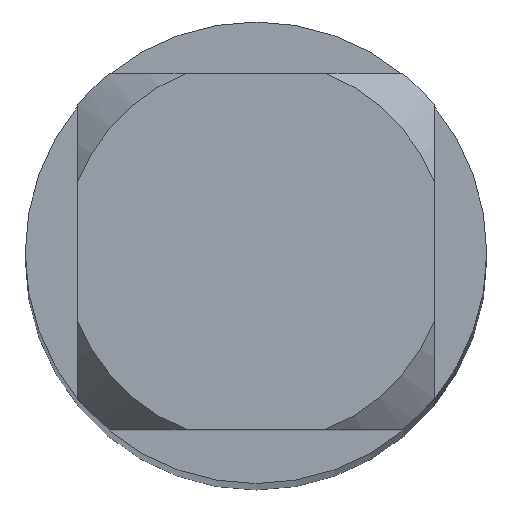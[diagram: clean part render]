
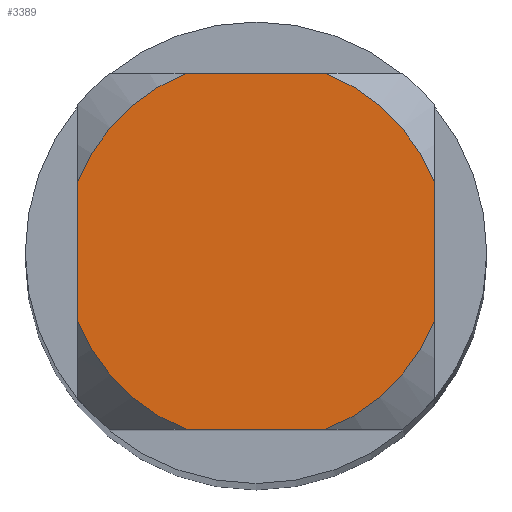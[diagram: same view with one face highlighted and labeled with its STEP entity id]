
A CAD part, top view. The second image highlights one B-rep face of the part: STEP entity #3389.
In plain terms, the highlighted planar face has unit normal (0, 0, 1).
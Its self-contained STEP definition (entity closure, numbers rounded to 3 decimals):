
#3165=EDGE_CURVE('',#3321,#7015,#8607,.T.);
#3321=VERTEX_POINT('',#8775);
#3389=ADVANCED_FACE('',(#8850),#8851,.T.);
#3539=VERTEX_POINT('',#9020);
#4077=EDGE_CURVE('',#5469,#6403,#9602,.T.);
#4639=VERTEX_POINT('',#10215);
#5143=EDGE_CURVE('',#6997,#4639,#10760,.T.);
#5339=VERTEX_POINT('',#10972);
#5459=EDGE_CURVE('',#5339,#4639,#11097,.T.);
#5469=VERTEX_POINT('',#11111);
#5797=EDGE_CURVE('',#5339,#3539,#11468,.T.);
#6403=VERTEX_POINT('',#12122);
#6997=VERTEX_POINT('',#12777);
#7015=VERTEX_POINT('',#12797);
#7097=EDGE_CURVE('',#3321,#6403,#12885,.T.);
#7359=EDGE_CURVE('',#5469,#3539,#13171,.T.);
#7979=EDGE_CURVE('',#6997,#7015,#13850,.T.);
#8607=CIRCLE('',#14915,1.45);
#8775=CARTESIAN_POINT('',(-0.529,-1.35,0.0));
#8850=FACE_OUTER_BOUND('',#15345,.T.);
#8851=PLANE('',#15346);
#9020=CARTESIAN_POINT('',(1.35,0.529,0.0));
#9602=CIRCLE('',#16690,1.45);
#10215=CARTESIAN_POINT('',(-0.529,1.35,0.0));
#10760=CIRCLE('',#18740,1.45);
#10972=CARTESIAN_POINT('',(0.529,1.35,0.0));
#11097=LINE('',#19385,#19386);
#11111=CARTESIAN_POINT('',(1.35,-0.529,0.0));
#11468=CIRCLE('',#20000,1.45);
#12122=CARTESIAN_POINT('',(0.529,-1.35,0.0));
#12777=CARTESIAN_POINT('',(-1.35,0.529,0.0));
#12797=CARTESIAN_POINT('',(-1.35,-0.529,0.0));
#12885=LINE('',#22535,#22536);
#13171=LINE('',#23038,#23039);
#13850=LINE('',#24162,#24163);
#14915=AXIS2_PLACEMENT_3D('',#24918,#24919,#24920);
#15345=EDGE_LOOP('',(#25169,#25170,#25171,#25172,#25173,#25174,#25175,#25176));
#15346=AXIS2_PLACEMENT_3D('',#25177,#25178,#25179);
#16690=AXIS2_PLACEMENT_3D('',#25995,#25996,#25997);
#18740=AXIS2_PLACEMENT_3D('',#27338,#27339,#27340);
#19385=CARTESIAN_POINT('',(0.0,1.35,0.0));
#19386=VECTOR('',#27614,1.0);
#20000=AXIS2_PLACEMENT_3D('',#28043,#28044,#28045);
#22535=CARTESIAN_POINT('',(0.0,-1.35,0.0));
#22536=VECTOR('',#29541,1.0);
#23038=CARTESIAN_POINT('',(1.35,0.363,0.0));
#23039=VECTOR('',#29993,1.0);
#24162=CARTESIAN_POINT('',(-1.35,0.363,0.0));
#24163=VECTOR('',#30901,1.0);
#24918=CARTESIAN_POINT('',(0.0,0.0,0.0));
#24919=DIRECTION('',(0.0,0.0,-1.0));
#24920=DIRECTION('',(0.0,1.0,0.0));
#25169=ORIENTED_EDGE('',*,*,#7979,.T.);
#25170=ORIENTED_EDGE('',*,*,#3165,.F.);
#25171=ORIENTED_EDGE('',*,*,#7097,.T.);
#25172=ORIENTED_EDGE('',*,*,#4077,.F.);
#25173=ORIENTED_EDGE('',*,*,#7359,.T.);
#25174=ORIENTED_EDGE('',*,*,#5797,.F.);
#25175=ORIENTED_EDGE('',*,*,#5459,.T.);
#25176=ORIENTED_EDGE('',*,*,#5143,.F.);
#25177=CARTESIAN_POINT('',(0.0,0.725,0.0));
#25178=DIRECTION('',(-0.0,0.0,1.0));
#25179=DIRECTION('',(0.0,-1.0,0.0));
#25995=CARTESIAN_POINT('',(0.0,0.0,0.0));
#25996=DIRECTION('',(0.0,0.0,-1.0));
#25997=DIRECTION('',(0.0,1.0,0.0));
#27338=CARTESIAN_POINT('',(0.0,0.0,0.0));
#27339=DIRECTION('',(0.0,0.0,-1.0));
#27340=DIRECTION('',(0.0,1.0,0.0));
#27614=DIRECTION('',(-1.0,0.0,0.0));
#28043=CARTESIAN_POINT('',(0.0,0.0,0.0));
#28044=DIRECTION('',(0.0,0.0,-1.0));
#28045=DIRECTION('',(0.0,1.0,0.0));
#29541=DIRECTION('',(1.0,0.0,0.0));
#29993=DIRECTION('',(-0.0,1.0,0.0));
#30901=DIRECTION('',(-0.0,-1.0,0.0));
